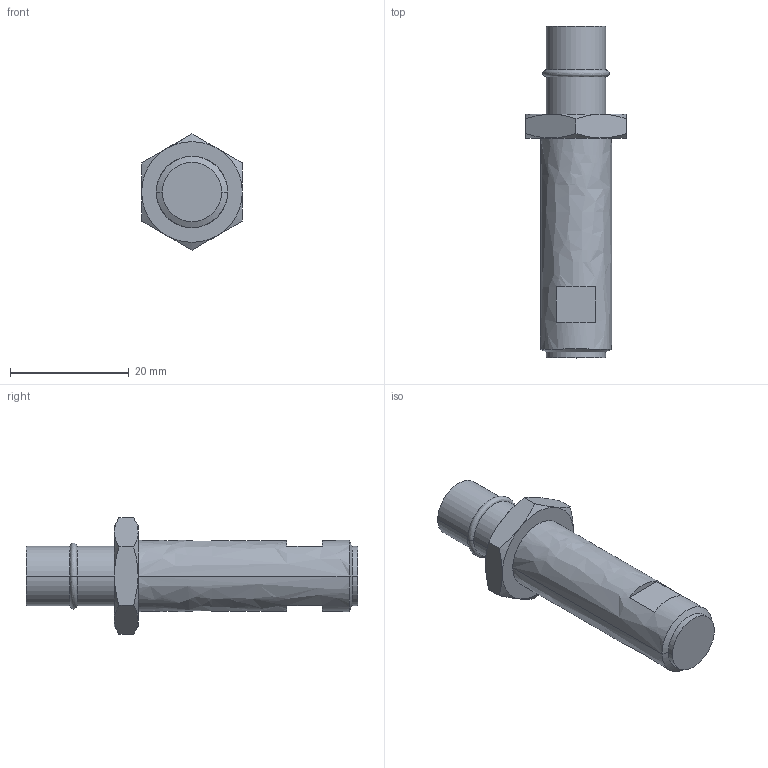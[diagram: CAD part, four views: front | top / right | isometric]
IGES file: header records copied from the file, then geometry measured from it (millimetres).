
Start section:  PTC IGES file: dw-as-503-p12-624.igs
Global section: file name: dw-as-503-p12-624.igs; native system:  by Parametric Technology Corporation; preprocessor: 2010230; organization: Unknown; date: 20110316.102104; units: millimetre
Bounding box: 17 x 56 x 19.63 mm (x, y, z)
Volume: 6272 mm3; surface area: 2605.3 mm2
Topology: 1 solids, 1 shells, 44 faces, 90 edges, 52 vertices
Faces by surface type: revolution 28, bspline 16
